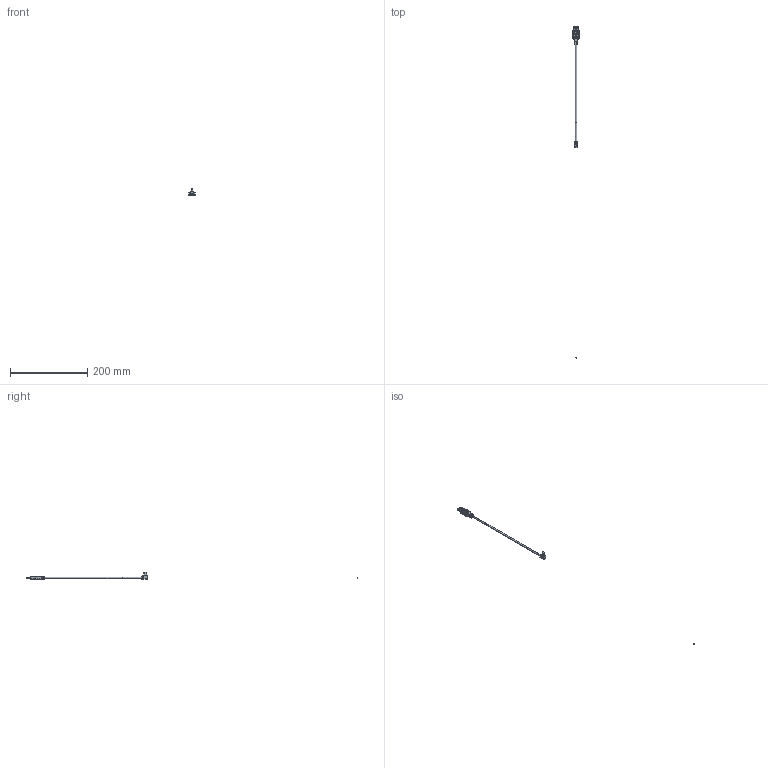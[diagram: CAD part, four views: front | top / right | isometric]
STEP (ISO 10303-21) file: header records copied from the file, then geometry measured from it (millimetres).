
FILE_DESCRIPTION((''),'2;1');
FILE_NAME('ASM0001_ASM','2020-03-22T',('Administrator'),(''),'PRO/ENGINEER BY PARAMETRIC TECHNOLOGY CORPORATION, 2008380','PRO/ENGINEER BY PARAMETRIC TECHNOLOGY CORPORATION, 2008380','');
FILE_SCHEMA(('CONFIG_CONTROL_DESIGN'));
Length unit declared in the file: millimetre
Products named in the file (3): USB_AM_TO_BM_1; MICRO; ASM0001_ASM
Assembly tree (2 placements, depth 2):
  ASM0001_ASM
    USB_AM_TO_BM_1
    MICRO
Bounding box: 15.8 x 859.7 x 18.99 mm (x, y, z)
Surface area: 9041 mm2 (no closed solid volume)
Topology: 0 solids, 49 shells, 1624 faces, 5076 edges, 3376 vertices
Faces by surface type: plane 1003, cylinder 480, extrusion 57, cone 39, revolution 19, sphere 10, torus 9, bspline 7
Entity records: 59300 total; most frequent: CARTESIAN_POINT 16159, ORIENTED_EDGE 9493, DIRECTION 7808, EDGE_CURVE 5068, VERTEX_POINT 3376, VECTOR 3161, LINE 3104, AXIS2_PLACEMENT_3D 2314
